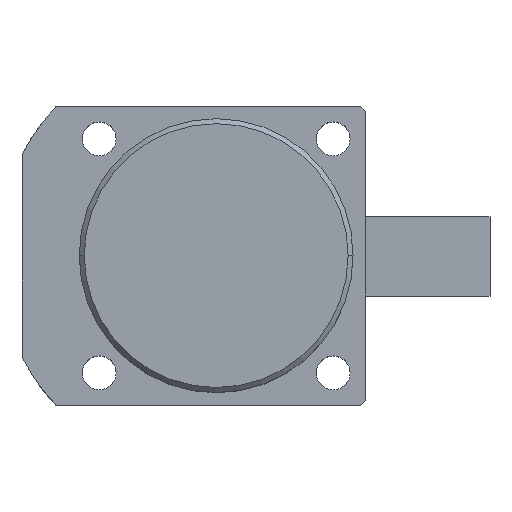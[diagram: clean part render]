
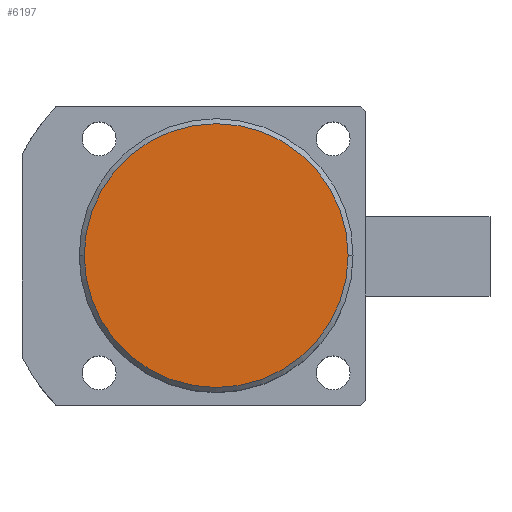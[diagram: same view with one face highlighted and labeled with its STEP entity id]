
A CAD part, top view. The second image highlights one B-rep face of the part: STEP entity #6197.
In plain terms, the highlighted planar face has unit normal (0, 0, 1).
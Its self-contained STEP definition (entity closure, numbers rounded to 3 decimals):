
#422 = ORIENTED_EDGE ( 'NONE', *, *, #6988, .T. ) ;
#672 = CARTESIAN_POINT ( 'NONE',  ( 26.5, 0., 65. ) ) ;
#1101 = VERTEX_POINT ( 'NONE', #1104 ) ;
#1104 = CARTESIAN_POINT ( 'NONE',  ( -26.5, 0., 65. ) ) ;
#1722 = ORIENTED_EDGE ( 'NONE', *, *, #6868, .T. ) ;
#2300 = CIRCLE ( 'NONE', #7516, 26.5 ) ;
#2447 = CIRCLE ( 'NONE', #7478, 26.5 ) ;
#3023 = FACE_OUTER_BOUND ( 'NONE', #5110, .T. ) ;
#3557 = CARTESIAN_POINT ( 'NONE',  ( 0., 0., 65. ) ) ;
#3558 = DIRECTION ( 'NONE',  ( 0., 0., 1. ) ) ;
#3559 = DIRECTION ( 'NONE',  ( 1., 0., 0. ) ) ;
#3861 = CARTESIAN_POINT ( 'NONE',  ( 0., 0., 65. ) ) ;
#3862 = DIRECTION ( 'NONE',  ( 0., 0., 1. ) ) ;
#3863 = DIRECTION ( 'NONE',  ( 1., 0., 0. ) ) ;
#4821 = VERTEX_POINT ( 'NONE', #672 ) ;
#5110 = EDGE_LOOP ( 'NONE', ( #1722, #422 ) ) ;
#5374 = CARTESIAN_POINT ( 'NONE',  ( 0., 0., 65. ) ) ;
#5380 = PLANE ( 'NONE',  #7346 ) ;
#5383 = DIRECTION ( 'NONE',  ( 0., 0., 1. ) ) ;
#5384 = DIRECTION ( 'NONE',  ( 1., 0., 0. ) ) ;
#6197 = ADVANCED_FACE ( 'NONE', ( #3023 ), #5380, .T. ) ;
#6868 = EDGE_CURVE ( 'NONE', #1101, #4821, #2447, .T. ) ;
#6988 = EDGE_CURVE ( 'NONE', #4821, #1101, #2300, .T. ) ;
#7346 = AXIS2_PLACEMENT_3D ( 'NONE', #5374, #5383, #5384 ) ;
#7478 = AXIS2_PLACEMENT_3D ( 'NONE', #3557, #3558, #3559 ) ;
#7516 = AXIS2_PLACEMENT_3D ( 'NONE', #3861, #3862, #3863 ) ;
